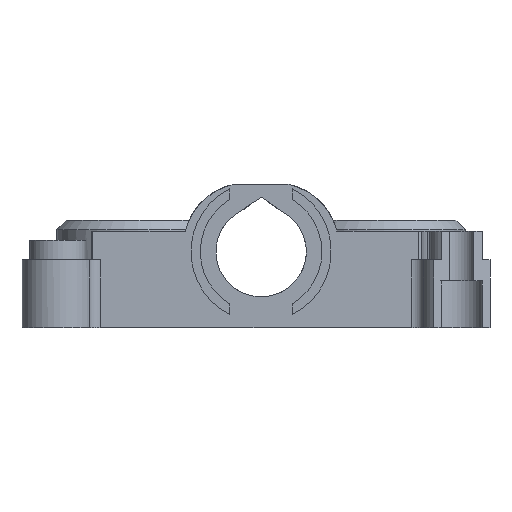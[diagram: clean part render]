
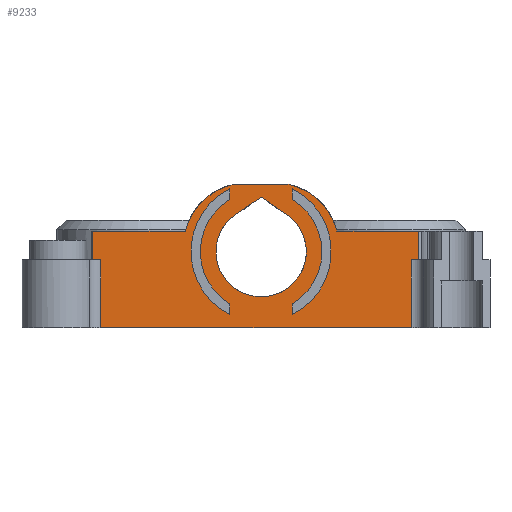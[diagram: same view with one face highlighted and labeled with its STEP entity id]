
A CAD part, front view. The second image highlights one B-rep face of the part: STEP entity #9233.
In plain terms, the highlighted planar face has unit normal (0, -1, 0).
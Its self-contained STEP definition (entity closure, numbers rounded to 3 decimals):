
#31=FACE_BOUND('',#988,.T.);
#32=FACE_BOUND('',#989,.T.);
#33=FACE_BOUND('',#990,.T.);
#90=PLANE('',#9785);
#235=CIRCLE('',#9786,10.144);
#236=CIRCLE('',#9787,10.144);
#237=CIRCLE('',#9788,7.25);
#238=CIRCLE('',#9789,11.25);
#239=CIRCLE('',#9790,9.75);
#240=CIRCLE('',#9791,9.75);
#241=CIRCLE('',#9792,11.25);
#466=FACE_OUTER_BOUND('',#987,.T.);
#987=EDGE_LOOP('',(#6095,#6096,#6097,#6098,#6099,#6100,#6101,#6102,#6103,
#6104,#6105,#6106));
#988=EDGE_LOOP('',(#6107,#6108,#6109));
#989=EDGE_LOOP('',(#6110,#6111,#6112,#6113));
#990=EDGE_LOOP('',(#6114,#6115,#6116,#6117));
#1547=LINE('',#12384,#2168);
#1565=LINE('',#12440,#2186);
#1567=LINE('',#12453,#2188);
#1570=LINE('',#12468,#2191);
#1572=LINE('',#12473,#2193);
#1573=LINE('',#12474,#2194);
#1574=LINE('',#12476,#2195);
#1575=LINE('',#12480,#2196);
#1576=LINE('',#12484,#2197);
#1577=LINE('',#12486,#2198);
#1578=LINE('',#12487,#2199);
#1579=LINE('',#12490,#2200);
#1580=LINE('',#12495,#2201);
#1581=LINE('',#12498,#2202);
#1582=LINE('',#12501,#2203);
#1583=LINE('',#12505,#2204);
#2168=VECTOR('',#10188,10.);
#2186=VECTOR('',#10230,10.);
#2188=VECTOR('',#10244,10.);
#2191=VECTOR('',#10259,10.);
#2193=VECTOR('',#10265,10.);
#2194=VECTOR('',#10266,10.);
#2195=VECTOR('',#10267,10.);
#2196=VECTOR('',#10270,10.);
#2197=VECTOR('',#10273,10.);
#2198=VECTOR('',#10274,10.);
#2199=VECTOR('',#10275,10.);
#2200=VECTOR('',#10278,10.);
#2201=VECTOR('',#10281,10.);
#2202=VECTOR('',#10284,10.);
#2203=VECTOR('',#10285,10.);
#2204=VECTOR('',#10288,10.);
#3522=VERTEX_POINT('',#12381);
#3523=VERTEX_POINT('',#12383);
#3543=VERTEX_POINT('',#12433);
#3546=VERTEX_POINT('',#12438);
#3549=VERTEX_POINT('',#12449);
#3551=VERTEX_POINT('',#12452);
#3556=VERTEX_POINT('',#12465);
#3557=VERTEX_POINT('',#12467);
#3559=VERTEX_POINT('',#12475);
#3560=VERTEX_POINT('',#12477);
#3561=VERTEX_POINT('',#12479);
#3562=VERTEX_POINT('',#12481);
#3563=VERTEX_POINT('',#12483);
#3564=VERTEX_POINT('',#12485);
#3565=VERTEX_POINT('',#12488);
#3566=VERTEX_POINT('',#12491);
#3567=VERTEX_POINT('',#12492);
#3568=VERTEX_POINT('',#12494);
#3569=VERTEX_POINT('',#12496);
#3570=VERTEX_POINT('',#12499);
#3571=VERTEX_POINT('',#12500);
#3572=VERTEX_POINT('',#12502);
#3573=VERTEX_POINT('',#12504);
#4527=EDGE_CURVE('',#3523,#3522,#1547,.T.);
#4553=EDGE_CURVE('',#3546,#3543,#1565,.T.);
#4559=EDGE_CURVE('',#3549,#3551,#1567,.T.);
#4566=EDGE_CURVE('',#3556,#3557,#1570,.T.);
#4569=EDGE_CURVE('',#3546,#3551,#1572,.T.);
#4570=EDGE_CURVE('',#3549,#3557,#1573,.T.);
#4571=EDGE_CURVE('',#3556,#3559,#1574,.T.);
#4572=EDGE_CURVE('',#3559,#3560,#235,.T.);
#4573=EDGE_CURVE('',#3561,#3560,#1575,.T.);
#4574=EDGE_CURVE('',#3561,#3562,#236,.T.);
#4575=EDGE_CURVE('',#3562,#3563,#1576,.T.);
#4576=EDGE_CURVE('',#3564,#3563,#1577,.T.);
#4577=EDGE_CURVE('',#3564,#3543,#1578,.T.);
#4578=EDGE_CURVE('',#3522,#3565,#237,.T.);
#4579=EDGE_CURVE('',#3565,#3523,#1579,.T.);
#4580=EDGE_CURVE('',#3566,#3567,#238,.T.);
#4581=EDGE_CURVE('',#3567,#3568,#1580,.T.);
#4582=EDGE_CURVE('',#3568,#3569,#239,.T.);
#4583=EDGE_CURVE('',#3569,#3566,#1581,.T.);
#4584=EDGE_CURVE('',#3570,#3571,#1582,.T.);
#4585=EDGE_CURVE('',#3571,#3572,#240,.T.);
#4586=EDGE_CURVE('',#3572,#3573,#1583,.T.);
#4587=EDGE_CURVE('',#3573,#3570,#241,.T.);
#6095=ORIENTED_EDGE('',*,*,#4553,.F.);
#6096=ORIENTED_EDGE('',*,*,#4569,.T.);
#6097=ORIENTED_EDGE('',*,*,#4559,.F.);
#6098=ORIENTED_EDGE('',*,*,#4570,.T.);
#6099=ORIENTED_EDGE('',*,*,#4566,.F.);
#6100=ORIENTED_EDGE('',*,*,#4571,.T.);
#6101=ORIENTED_EDGE('',*,*,#4572,.T.);
#6102=ORIENTED_EDGE('',*,*,#4573,.F.);
#6103=ORIENTED_EDGE('',*,*,#4574,.T.);
#6104=ORIENTED_EDGE('',*,*,#4575,.T.);
#6105=ORIENTED_EDGE('',*,*,#4576,.F.);
#6106=ORIENTED_EDGE('',*,*,#4577,.T.);
#6107=ORIENTED_EDGE('',*,*,#4527,.T.);
#6108=ORIENTED_EDGE('',*,*,#4578,.T.);
#6109=ORIENTED_EDGE('',*,*,#4579,.T.);
#6110=ORIENTED_EDGE('',*,*,#4580,.T.);
#6111=ORIENTED_EDGE('',*,*,#4581,.T.);
#6112=ORIENTED_EDGE('',*,*,#4582,.T.);
#6113=ORIENTED_EDGE('',*,*,#4583,.T.);
#6114=ORIENTED_EDGE('',*,*,#4584,.T.);
#6115=ORIENTED_EDGE('',*,*,#4585,.T.);
#6116=ORIENTED_EDGE('',*,*,#4586,.T.);
#6117=ORIENTED_EDGE('',*,*,#4587,.T.);
#9233=ADVANCED_FACE('',(#466,#31,#32,#33),#90,.T.);
#9785=AXIS2_PLACEMENT_3D('',#12472,#10263,#10264);
#9786=AXIS2_PLACEMENT_3D('',#12478,#10268,#10269);
#9787=AXIS2_PLACEMENT_3D('',#12482,#10271,#10272);
#9788=AXIS2_PLACEMENT_3D('',#12489,#10276,#10277);
#9789=AXIS2_PLACEMENT_3D('',#12493,#10279,#10280);
#9790=AXIS2_PLACEMENT_3D('',#12497,#10282,#10283);
#9791=AXIS2_PLACEMENT_3D('',#12503,#10286,#10287);
#9792=AXIS2_PLACEMENT_3D('',#12506,#10289,#10290);
#10188=DIRECTION('',(0.819,0.,-0.574));
#10230=DIRECTION('',(0.,0.,1.));
#10244=DIRECTION('',(0.,0.,-1.));
#10259=DIRECTION('',(0.,0.,-1.));
#10263=DIRECTION('center_axis',(0.,-1.,0.));
#10264=DIRECTION('ref_axis',(1.,0.,0.));
#10265=DIRECTION('',(1.,0.,0.));
#10266=DIRECTION('',(1.,0.,0.));
#10267=DIRECTION('',(-1.,0.,0.));
#10268=DIRECTION('center_axis',(0.,-1.,0.));
#10269=DIRECTION('ref_axis',(0.971,0.,0.241));
#10270=DIRECTION('',(1.,0.,0.));
#10271=DIRECTION('center_axis',(0.,-1.,0.));
#10272=DIRECTION('ref_axis',(0.,0.,
1.));
#10273=DIRECTION('',(-1.,0.,0.));
#10274=DIRECTION('',(0.,0.,1.));
#10275=DIRECTION('',(1.,0.,0.));
#10276=DIRECTION('center_axis',(0.,1.,0.));
#10277=DIRECTION('ref_axis',(1.,0.,0.));
#10278=DIRECTION('',(0.819,0.,0.574));
#10279=DIRECTION('center_axis',(0.,1.,0.));
#10280=DIRECTION('ref_axis',(1.,0.,0.));
#10281=DIRECTION('',(0.,0.,-1.));
#10282=DIRECTION('center_axis',(0.,-1.,0.));
#10283=DIRECTION('ref_axis',(1.,0.,0.));
#10284=DIRECTION('',(0.,0.,-1.));
#10285=DIRECTION('',(0.,0.,1.));
#10286=DIRECTION('center_axis',(0.,-1.,0.));
#10287=DIRECTION('ref_axis',(1.,0.,0.));
#10288=DIRECTION('',(0.,0.,1.));
#10289=DIRECTION('center_axis',(0.,1.,0.));
#10290=DIRECTION('ref_axis',(1.,0.,0.));
#12381=CARTESIAN_POINT('',(3.25,-23.,18.681));
#12383=CARTESIAN_POINT('',(0.,-23.,20.956));
#12384=CARTESIAN_POINT('',(-2.527,-23.,22.726));
#12433=CARTESIAN_POINT('',(-25.685,-23.,10.9));
#12438=CARTESIAN_POINT('',(-25.685,-23.,0.));
#12440=CARTESIAN_POINT('',(-25.685,-23.,0.));
#12449=CARTESIAN_POINT('',(24.05,-23.,10.9));
#12452=CARTESIAN_POINT('',(24.05,-23.,0.));
#12453=CARTESIAN_POINT('',(24.05,-23.,0.));
#12465=CARTESIAN_POINT('',(25.263,-23.,15.5));
#12467=CARTESIAN_POINT('',(25.263,-23.,10.9));
#12468=CARTESIAN_POINT('',(25.263,-23.,10.9));
#12472=CARTESIAN_POINT('Origin',(-27.049,-23.,0.));
#12473=CARTESIAN_POINT('',(-27.83,-23.,0.));
#12474=CARTESIAN_POINT('',(2.09,-23.,10.9));
#12475=CARTESIAN_POINT('',(12.146,-23.,15.5));
#12476=CARTESIAN_POINT('',(6.114,-23.,15.5));
#12477=CARTESIAN_POINT('',(4.305,-23.,23.));
#12478=CARTESIAN_POINT('Origin',(2.3,-23.,13.056));
#12479=CARTESIAN_POINT('',(-4.305,-23.,23.));
#12480=CARTESIAN_POINT('',(-27.83,-23.,23.));
#12481=CARTESIAN_POINT('',(-12.146,-23.,15.5));
#12482=CARTESIAN_POINT('Origin',(-2.3,-23.,13.056));
#12483=CARTESIAN_POINT('',(-27.049,-23.,15.5));
#12484=CARTESIAN_POINT('',(-19.598,-23.,15.5));
#12485=CARTESIAN_POINT('',(-27.049,-23.,10.9));
#12486=CARTESIAN_POINT('',(-27.049,-23.,0.));
#12487=CARTESIAN_POINT('',(-29.638,-23.,10.9));
#12488=CARTESIAN_POINT('',(-3.25,-23.,18.681));
#12489=CARTESIAN_POINT('Origin',(0.,-23.,
12.2));
#12490=CARTESIAN_POINT('',(-13.998,-23.,11.155));
#12491=CARTESIAN_POINT('',(-5.,-23.,2.122));
#12492=CARTESIAN_POINT('',(-5.,-23.,22.278));
#12493=CARTESIAN_POINT('Origin',(0.,-23.,
12.2));
#12494=CARTESIAN_POINT('',(-5.,-23.,20.57));
#12495=CARTESIAN_POINT('',(-5.,-23.,10.285));
#12496=CARTESIAN_POINT('',(-5.,-23.,3.83));
#12497=CARTESIAN_POINT('Origin',(0.,-23.,
12.2));
#12498=CARTESIAN_POINT('',(-5.,-23.,1.061));
#12499=CARTESIAN_POINT('',(5.,-23.,2.122));
#12500=CARTESIAN_POINT('',(5.,-23.,3.83));
#12501=CARTESIAN_POINT('',(5.,-23.,1.915));
#12502=CARTESIAN_POINT('',(5.,-23.,20.57));
#12503=CARTESIAN_POINT('Origin',(0.,-23.,
12.2));
#12504=CARTESIAN_POINT('',(5.,-23.,22.278));
#12505=CARTESIAN_POINT('',(5.,-23.,11.139));
#12506=CARTESIAN_POINT('Origin',(0.,-23.,
12.2));
